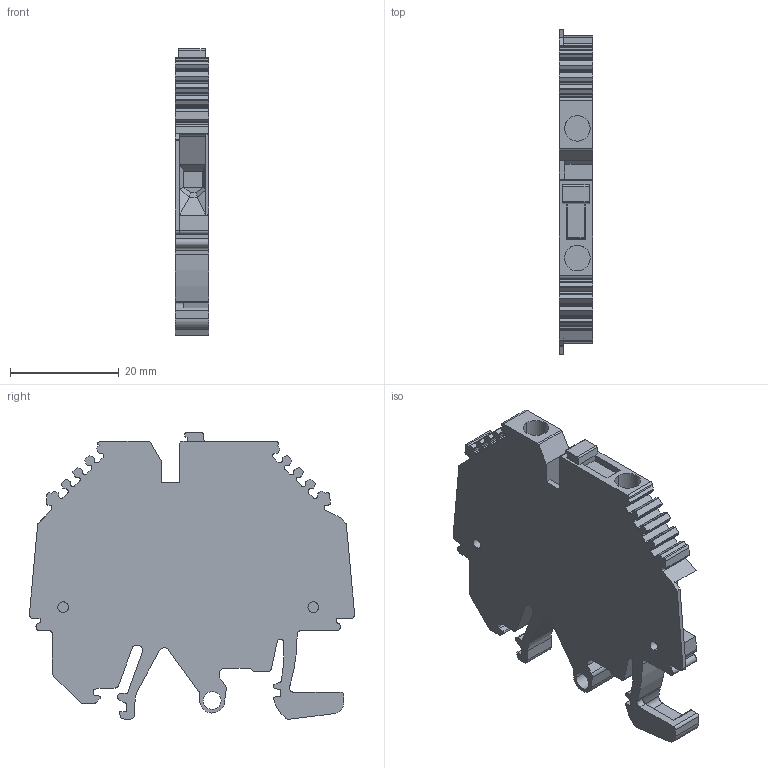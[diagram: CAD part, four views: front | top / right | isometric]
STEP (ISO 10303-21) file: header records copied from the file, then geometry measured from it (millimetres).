
FILE_DESCRIPTION(('CATIA V5R20 STEP214','CAx-IF Rec.Pracs.--- Model Styling and Organization---1.2---2011-12-15'),'2;1');
FILE_NAME ('5952346_3', '2016-05-23T14:10:46+00:00', ('Weidmueller Interface'), ('Weidmueller'), 'CATIA Version 5-6 Release 2014 SP4', 'CATIA V5 STEP AP214', 'none');
FILE_SCHEMA(('AUTOMOTIVE_DESIGN { 1 0 10303 214 1 1 1 1 }'));
Length unit declared in the file: millimetre
Products named in the file (1): 7910380000_WTR_4_SL_EN_SW
Bounding box: 6.1 x 59.79 x 52.7 mm (x, y, z)
Volume: 11435 mm3; surface area: 7394.4 mm2
Topology: 1 solids, 1 shells, 425 faces, 1226 edges, 810 vertices
Faces by surface type: plane 244, cylinder 180, extrusion 1
Entity records: 13932 total; most frequent: ORIENTED_EDGE 2452, CARTESIAN_POINT 2448, DIRECTION 2001, EDGE_CURVE 1226, VECTOR 863, LINE 862, VERTEX_POINT 810, AXIS2_PLACEMENT_3D 750
